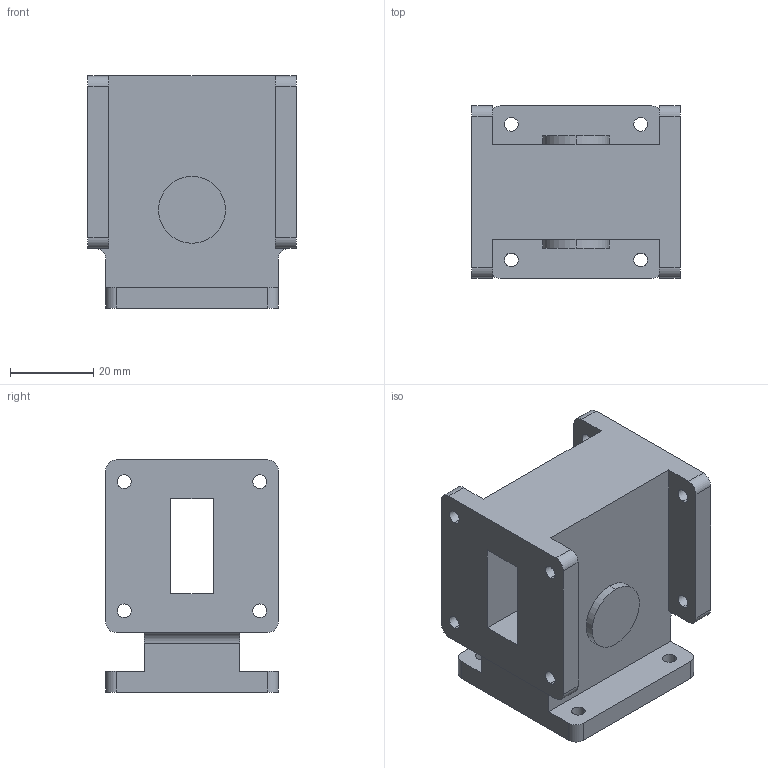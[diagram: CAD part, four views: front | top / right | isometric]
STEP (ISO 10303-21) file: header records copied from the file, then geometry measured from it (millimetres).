
FILE_DESCRIPTION (( 'STEP AP214' ), '1' );
FILE_NAME ('FM-W90CR001_3D.step', '2023-03-08T20:48:12', ( '' ), ( '' ), 'SwSTEP 2.0', 'SolidWorks 2022', '' );
FILE_SCHEMA (( 'AUTOMOTIVE_DESIGN' ));
Length unit declared in the file: inch
Products named in the file (1): FM-W90CR001_3D
Bounding box: 50 x 41.4 x 55.7 mm (x, y, z)
Volume: 55569.1 mm3; surface area: 19726.4 mm2
Topology: 1 solids, 1 shells, 73 faces, 210 edges, 140 vertices
Faces by surface type: cylinder 42, plane 31
Entity records: 2836 total; most frequent: DIRECTION 442, CARTESIAN_POINT 424, ORIENTED_EDGE 420, EDGE_CURVE 210, AXIS2_PLACEMENT_3D 158, VERTEX_POINT 140, VECTOR 126, LINE 126
